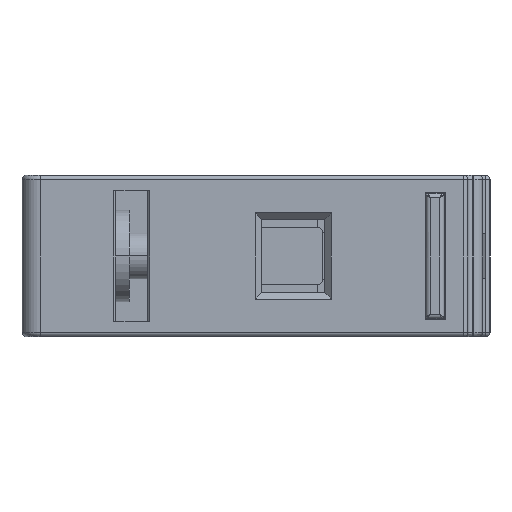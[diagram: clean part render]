
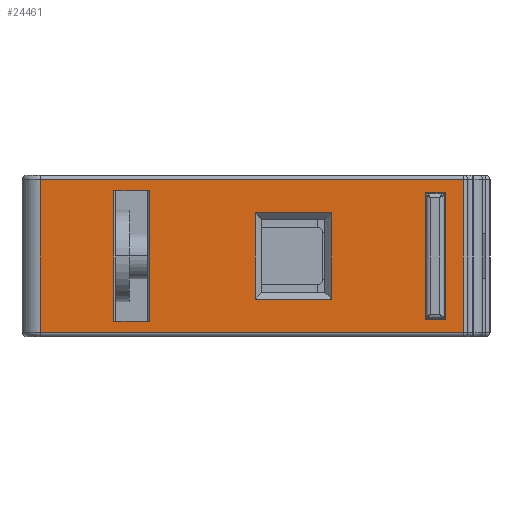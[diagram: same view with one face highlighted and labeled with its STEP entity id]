
A CAD part, left-side view. The second image highlights one B-rep face of the part: STEP entity #24461.
In plain terms, the highlighted planar face has unit normal (-1, 0, 0).
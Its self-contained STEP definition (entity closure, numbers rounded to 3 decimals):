
#8344=DIRECTION('',(0.,1.,0.));
#8345=VECTOR('',#8344,46.1);
#8346=CARTESIAN_POINT('',(-40.,-4.1,8.3));
#8347=LINE('',#8346,#8345);
#8710=DIRECTION('',(0.,0.,1.));
#8711=VECTOR('',#8710,9.4);
#8712=CARTESIAN_POINT('',(-40.,18.6,-4.7));
#8713=LINE('',#8712,#8711);
#8717=DIRECTION('',(0.,-1.,0.));
#8718=VECTOR('',#8717,2.2);
#8719=CARTESIAN_POINT('',(-40.,0.,-6.95));
#8720=LINE('',#8719,#8718);
#8724=DIRECTION('',(0.,0.,1.));
#8725=VECTOR('',#8724,13.9);
#8726=CARTESIAN_POINT('',(-40.,-2.2,-6.95));
#8727=LINE('',#8726,#8725);
#8731=DIRECTION('',(0.,1.,0.));
#8732=VECTOR('',#8731,2.2);
#8733=CARTESIAN_POINT('',(-40.,-2.2,6.95));
#8734=LINE('',#8733,#8732);
#8738=DIRECTION('',(0.,0.,-1.));
#8739=VECTOR('',#8738,13.9);
#8740=CARTESIAN_POINT('',(-40.,0.,6.95));
#8741=LINE('',#8740,#8739);
#8745=DIRECTION('',(0.,0.,-1.));
#8746=VECTOR('',#8745,16.6);
#8747=CARTESIAN_POINT('',(-40.,42.,8.3));
#8748=LINE('',#8747,#8746);
#8752=DIRECTION('',(0.,0.,1.));
#8753=VECTOR('',#8752,16.6);
#8754=CARTESIAN_POINT('',(-40.,-4.1,-8.3));
#8755=LINE('',#8754,#8753);
#8759=DIRECTION('',(0.,0.,1.));
#8760=VECTOR('',#8759,14.2);
#8761=CARTESIAN_POINT('',(-40.,30.1,-7.1));
#8762=LINE('',#8761,#8760);
#8766=DIRECTION('',(0.,0.,1.));
#8767=VECTOR('',#8766,14.2);
#8768=CARTESIAN_POINT('',(-40.,34.,-7.1));
#8769=LINE('',#8768,#8767);
#8815=DIRECTION('',(0.,-1.,0.));
#8816=VECTOR('',#8815,8.3);
#8817=CARTESIAN_POINT('',(-40.,18.6,4.7));
#8818=LINE('',#8817,#8816);
#8829=DIRECTION('',(0.,0.,-1.));
#8830=VECTOR('',#8829,9.4);
#8831=CARTESIAN_POINT('',(-40.,10.3,4.7));
#8832=LINE('',#8831,#8830);
#8850=DIRECTION('',(0.,1.,0.));
#8851=VECTOR('',#8850,8.3);
#8852=CARTESIAN_POINT('',(-40.,10.3,-4.7));
#8853=LINE('',#8852,#8851);
#12285=DIRECTION('',(0.,-1.,0.));
#12286=VECTOR('',#12285,46.1);
#12287=CARTESIAN_POINT('',(-40.,42.,-8.3));
#12288=LINE('',#12287,#12286);
#12321=DIRECTION('',(0.,1.,0.));
#12322=VECTOR('',#12321,3.9);
#12323=CARTESIAN_POINT('',(-40.,30.1,-7.1));
#12324=LINE('',#12323,#12322);
#12405=DIRECTION('',(0.,-1.,0.));
#12406=VECTOR('',#12405,3.9);
#12407=CARTESIAN_POINT('',(-40.,34.,7.1));
#12408=LINE('',#12407,#12406);
#15410=CARTESIAN_POINT('',(-40.,10.3,4.7));
#15411=CARTESIAN_POINT('',(-40.,10.3,-4.7));
#15412=VERTEX_POINT('',#15410);
#15413=VERTEX_POINT('',#15411);
#17101=CARTESIAN_POINT('',(-40.,42.,-8.3));
#17103=VERTEX_POINT('',#17101);
#17170=CARTESIAN_POINT('',(-40.,42.,8.3));
#17171=VERTEX_POINT('',#17170);
#17384=CARTESIAN_POINT('',(-40.,34.,-7.1));
#17385=VERTEX_POINT('',#17384);
#17386=CARTESIAN_POINT('',(-40.,34.,7.1));
#17387=VERTEX_POINT('',#17386);
#17436=CARTESIAN_POINT('',(-40.,18.6,-4.7));
#17437=CARTESIAN_POINT('',(-40.,18.6,4.7));
#17438=VERTEX_POINT('',#17436);
#17439=VERTEX_POINT('',#17437);
#17524=CARTESIAN_POINT('',(-40.,0.,-6.95));
#17525=CARTESIAN_POINT('',(-40.,-2.2,-6.95));
#17526=VERTEX_POINT('',#17524);
#17527=VERTEX_POINT('',#17525);
#17528=CARTESIAN_POINT('',(-40.,-2.2,6.95));
#17529=VERTEX_POINT('',#17528);
#17530=CARTESIAN_POINT('',(-40.,0.,6.95));
#17531=VERTEX_POINT('',#17530);
#17568=CARTESIAN_POINT('',(-40.,-4.1,-8.3));
#17570=VERTEX_POINT('',#17568);
#17578=CARTESIAN_POINT('',(-40.,-4.1,8.3));
#17579=VERTEX_POINT('',#17578);
#17700=CARTESIAN_POINT('',(-40.,30.1,-7.1));
#17701=CARTESIAN_POINT('',(-40.,30.1,7.1));
#17702=VERTEX_POINT('',#17700);
#17703=VERTEX_POINT('',#17701);
#24421=CARTESIAN_POINT('',(-40.,44.,-8.9));
#24422=DIRECTION('',(-1.,0.,0.));
#24423=DIRECTION('',(0.,-1.,0.));
#24424=AXIS2_PLACEMENT_3D('',#24421,#24422,#24423);
#24425=PLANE('',#24424);
#24427=ORIENTED_EDGE('',*,*,#24426,.F.);
#24428=ORIENTED_EDGE('',*,*,#22992,.F.);
#24429=ORIENTED_EDGE('',*,*,#24028,.F.);
#24430=ORIENTED_EDGE('',*,*,#24054,.F.);
#24431=EDGE_LOOP('',(#24427,#24428,#24429,#24430));
#24432=FACE_OUTER_BOUND('',#24431,.F.);
#24434=ORIENTED_EDGE('',*,*,#24433,.T.);
#24436=ORIENTED_EDGE('',*,*,#24435,.T.);
#24437=ORIENTED_EDGE('',*,*,#24384,.T.);
#24438=ORIENTED_EDGE('',*,*,#24367,.T.);
#24439=EDGE_LOOP('',(#24434,#24436,#24437,#24438));
#24440=FACE_BOUND('',#24439,.F.);
#24442=ORIENTED_EDGE('',*,*,#24441,.F.);
#24444=ORIENTED_EDGE('',*,*,#24443,.F.);
#24446=ORIENTED_EDGE('',*,*,#24445,.F.);
#24448=ORIENTED_EDGE('',*,*,#24447,.F.);
#24449=EDGE_LOOP('',(#24442,#24444,#24446,#24448));
#24450=FACE_BOUND('',#24449,.F.);
#24452=ORIENTED_EDGE('',*,*,#24451,.T.);
#24454=ORIENTED_EDGE('',*,*,#24453,.F.);
#24456=ORIENTED_EDGE('',*,*,#24455,.F.);
#24458=ORIENTED_EDGE('',*,*,#24457,.F.);
#24459=EDGE_LOOP('',(#24452,#24454,#24456,#24458));
#24460=FACE_BOUND('',#24459,.F.);
#22992=EDGE_CURVE('',#17171,#17103,#8748,.T.);
#24028=EDGE_CURVE('',#17579,#17171,#8347,.T.);
#24054=EDGE_CURVE('',#17570,#17579,#8755,.T.);
#24367=EDGE_CURVE('',#17531,#17526,#8741,.T.);
#24384=EDGE_CURVE('',#17529,#17531,#8734,.T.);
#24426=EDGE_CURVE('',#17103,#17570,#12288,.T.);
#24433=EDGE_CURVE('',#17526,#17527,#8720,.T.);
#24435=EDGE_CURVE('',#17527,#17529,#8727,.T.);
#24441=EDGE_CURVE('',#17438,#17439,#8713,.T.);
#24443=EDGE_CURVE('',#15413,#17438,#8853,.T.);
#24445=EDGE_CURVE('',#15412,#15413,#8832,.T.);
#24447=EDGE_CURVE('',#17439,#15412,#8818,.T.);
#24451=EDGE_CURVE('',#17702,#17703,#8762,.T.);
#24453=EDGE_CURVE('',#17387,#17703,#12408,.T.);
#24455=EDGE_CURVE('',#17385,#17387,#8769,.T.);
#24457=EDGE_CURVE('',#17702,#17385,#12324,.T.);
#24461=ADVANCED_FACE('',(#24432,#24440,#24450,#24460),#24425,.T.);
